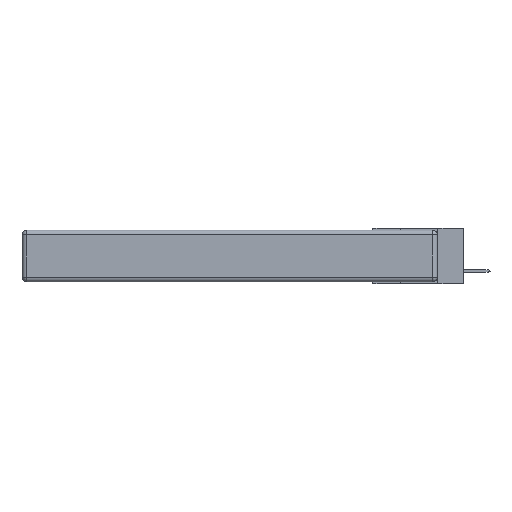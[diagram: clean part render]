
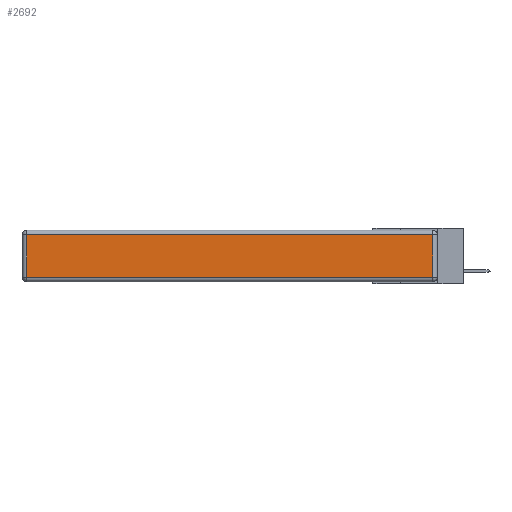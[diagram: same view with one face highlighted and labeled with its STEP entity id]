
A CAD part, left-side view. The second image highlights one B-rep face of the part: STEP entity #2692.
In plain terms, the highlighted planar face has unit normal (-1, 0, 0).
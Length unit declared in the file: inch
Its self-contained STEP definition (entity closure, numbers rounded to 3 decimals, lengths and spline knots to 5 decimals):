
#14 = DIRECTION ( 'NONE',  ( 0., 0., -1. ) ) ;
#46 = ORIENTED_EDGE ( 'NONE', *, *, #12174, .T. ) ;
#174 = DIRECTION ( 'NONE',  ( 0., 0., 1. ) ) ;
#325 = VERTEX_POINT ( 'NONE', #7557 ) ;
#1397 = DIRECTION ( 'NONE',  ( 0., -1., 0. ) ) ;
#1460 = ORIENTED_EDGE ( 'NONE', *, *, #8150, .T. ) ;
#2692 = ADVANCED_FACE ( 'NONE', ( #8494 ), #14074, .T. ) ;
#3178 = CARTESIAN_POINT ( 'NONE',  ( 0., 0., -0.343 ) ) ;
#3179 = CARTESIAN_POINT ( 'NONE',  ( 0., 2.72, -0.313 ) ) ;
#4287 = VECTOR ( 'NONE', #174, 39.37008 ) ;
#5431 = LINE ( 'NONE', #14153, #14549 ) ;
#6257 = LINE ( 'NONE', #13557, #6461 ) ;
#6258 = CARTESIAN_POINT ( 'NONE',  ( 0., 0.03, -0.343 ) ) ;
#6461 = VECTOR ( 'NONE', #1397, 39.37008 ) ;
#7245 = CARTESIAN_POINT ( 'NONE',  ( 0., 0.03, -0.03 ) ) ;
#7368 = ORIENTED_EDGE ( 'NONE', *, *, #8332, .T. ) ;
#7508 = LINE ( 'NONE', #6258, #4287 ) ;
#7557 = CARTESIAN_POINT ( 'NONE',  ( 0., 0.03, -0.313 ) ) ;
#8150 = EDGE_CURVE ( 'NONE', #12629, #8255, #5431, .T. ) ;
#8255 = VERTEX_POINT ( 'NONE', #8509 ) ;
#8332 = EDGE_CURVE ( 'NONE', #325, #12629, #7508, .T. ) ;
#8494 = FACE_OUTER_BOUND ( 'NONE', #13096, .T. ) ;
#8509 = CARTESIAN_POINT ( 'NONE',  ( 0., 2.72, -0.03 ) ) ;
#10365 = ORIENTED_EDGE ( 'NONE', *, *, #15668, .T. ) ;
#10903 = VERTEX_POINT ( 'NONE', #3179 ) ;
#11642 = VECTOR ( 'NONE', #14, 39.37008 ) ;
#11822 = LINE ( 'NONE', #14609, #11642 ) ;
#12162 = AXIS2_PLACEMENT_3D ( 'NONE', #3178, #14175, #12897 ) ;
#12174 = EDGE_CURVE ( 'NONE', #10903, #325, #6257, .T. ) ;
#12629 = VERTEX_POINT ( 'NONE', #7245 ) ;
#12897 = DIRECTION ( 'NONE',  ( 0., 0., 1. ) ) ;
#13096 = EDGE_LOOP ( 'NONE', ( #46, #7368, #1460, #10365 ) ) ;
#13557 = CARTESIAN_POINT ( 'NONE',  ( 0., 0., -0.313 ) ) ;
#14074 = PLANE ( 'NONE',  #12162 ) ;
#14153 = CARTESIAN_POINT ( 'NONE',  ( 0., 2.75, -0.03 ) ) ;
#14175 = DIRECTION ( 'NONE',  ( -1., 0., 0. ) ) ;
#14549 = VECTOR ( 'NONE', #15171, 39.37008 ) ;
#14609 = CARTESIAN_POINT ( 'NONE',  ( 0., 2.72, -0.343 ) ) ;
#15171 = DIRECTION ( 'NONE',  ( 0., 1., 0. ) ) ;
#15668 = EDGE_CURVE ( 'NONE', #8255, #10903, #11822, .T. ) ;
